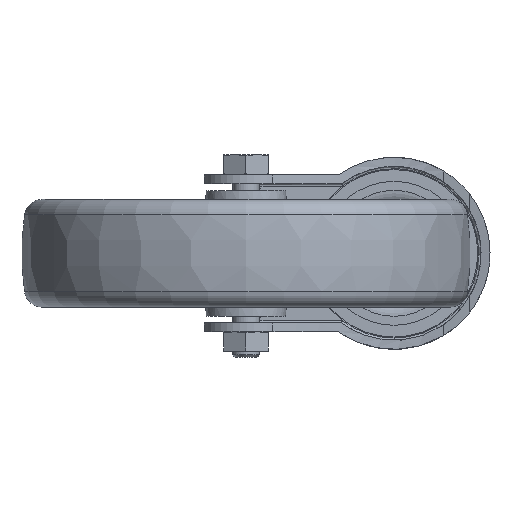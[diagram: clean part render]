
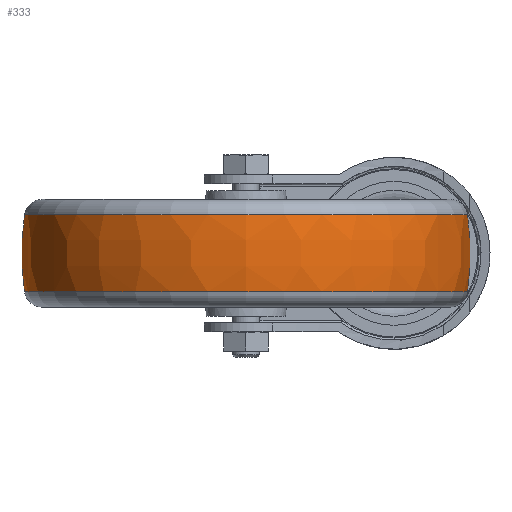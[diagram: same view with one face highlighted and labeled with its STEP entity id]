
A CAD part, front view. The second image highlights one B-rep face of the part: STEP entity #333.
In plain terms, the highlighted free-form (B-spline) face has degree [3, 3] with [4, 7] control points.
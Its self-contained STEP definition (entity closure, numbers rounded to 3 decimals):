
#333 = ADVANCED_FACE( '', ( #710, #711 ), #712, .T. );
#710 = FACE_OUTER_BOUND( '', #1208, .T. );
#711 = FACE_OUTER_BOUND( '', #1209, .T. );
#712 = ( BOUNDED_SURFACE(  )B_SPLINE_SURFACE( 3, 3, ( ( #1212, #1213, #1214, #1215, #1216, #1217, #1218 ), ( #1219, #1220, #1221, #1222, #1223, #1224, #1225 ), ( #1226, #1227, #1228, #1229, #1230, #1231, #1232 ), ( #1233, #1234, #1235, #1236, #1237, #1238, #1239 ) ), .UNSPECIFIED., .F., .T., .F. )B_SPLINE_SURFACE_WITH_KNOTS( ( 4, 4 ), ( 4, 3, 4 ), ( 0., 6.283 ), ( -0.148, 0., 0.148 ), .UNSPECIFIED. )GEOMETRIC_REPRESENTATION_ITEM(  )RATIONAL_B_SPLINE_SURFACE( ( ( 1., 0.333, 0.333, 1., 0.333, 0.333, 1. ), ( 0.993, 0.331, 0.331, 0.993, 0.331, 0.331, 0.993 ), ( 0.993, 0.331, 0.331, 0.993, 0.331, 0.331, 0.993 ), ( 1., 0.333, 0.333, 1., 0.333, 0.333, 1. ) ) )REPRESENTATION_ITEM( '' )SURFACE(  ) );
#1208 = EDGE_LOOP( '', ( #1888 ) );
#1209 = EDGE_LOOP( '', ( #1889 ) );
#1212 = CARTESIAN_POINT( '', ( 22.591, 0., -49.363 ) );
#1213 = CARTESIAN_POINT( '', ( 22.591, 98.725, -49.363 ) );
#1214 = CARTESIAN_POINT( '', ( 22.591, 98.725, 49.363 ) );
#1215 = CARTESIAN_POINT( '', ( 22.591, 0., 49.363 ) );
#1216 = CARTESIAN_POINT( '', ( 22.591, -98.725, 49.363 ) );
#1217 = CARTESIAN_POINT( '', ( 22.591, -98.725, -49.363 ) );
#1218 = CARTESIAN_POINT( '', ( 22.591, 0., -49.363 ) );
#1219 = CARTESIAN_POINT( '', ( 16.885, 0., -50.215 ) );
#1220 = CARTESIAN_POINT( '', ( 16.885, 100.429, -50.215 ) );
#1221 = CARTESIAN_POINT( '', ( 16.885, 100.429, 50.215 ) );
#1222 = CARTESIAN_POINT( '', ( 16.885, 0., 50.215 ) );
#1223 = CARTESIAN_POINT( '', ( 16.885, -100.429, 50.215 ) );
#1224 = CARTESIAN_POINT( '', ( 16.885, -100.429, -50.215 ) );
#1225 = CARTESIAN_POINT( '', ( 16.885, 0., -50.215 ) );
#1226 = CARTESIAN_POINT( '', ( 11.115, 0., -50.215 ) );
#1227 = CARTESIAN_POINT( '', ( 11.115, 100.429, -50.215 ) );
#1228 = CARTESIAN_POINT( '', ( 11.115, 100.429, 50.215 ) );
#1229 = CARTESIAN_POINT( '', ( 11.115, 0., 50.215 ) );
#1230 = CARTESIAN_POINT( '', ( 11.115, -100.429, 50.215 ) );
#1231 = CARTESIAN_POINT( '', ( 11.115, -100.429, -50.215 ) );
#1232 = CARTESIAN_POINT( '', ( 11.115, 0., -50.215 ) );
#1233 = CARTESIAN_POINT( '', ( 5.409, 0., -49.363 ) );
#1234 = CARTESIAN_POINT( '', ( 5.409, 98.725, -49.363 ) );
#1235 = CARTESIAN_POINT( '', ( 5.409, 98.725, 49.363 ) );
#1236 = CARTESIAN_POINT( '', ( 5.409, 0., 49.363 ) );
#1237 = CARTESIAN_POINT( '', ( 5.409, -98.725, 49.363 ) );
#1238 = CARTESIAN_POINT( '', ( 5.409, -98.725, -49.363 ) );
#1239 = CARTESIAN_POINT( '', ( 5.409, 0., -49.363 ) );
#1888 = ORIENTED_EDGE( '', *, *, #2607, .T. );
#1889 = ORIENTED_EDGE( '', *, *, #2600, .F. );
#2600 = EDGE_CURVE( '', #2968, #2968, #2969, .T. );
#2607 = EDGE_CURVE( '', #2980, #2980, #2981, .T. );
#2968 = VERTEX_POINT( '', #3509 );
#2969 = CIRCLE( '', #3510, 49.363 );
#2980 = VERTEX_POINT( '', #3521 );
#2981 = CIRCLE( '', #3522, 49.363 );
#3509 = CARTESIAN_POINT( '', ( 22.591, 0., -49.363 ) );
#3510 = AXIS2_PLACEMENT_3D( '', #4400, #4401, #4402 );
#3521 = CARTESIAN_POINT( '', ( 5.409, 0., -49.363 ) );
#3522 = AXIS2_PLACEMENT_3D( '', #4415, #4416, #4417 );
#4400 = CARTESIAN_POINT( '', ( 22.591, 0., 0. ) );
#4401 = DIRECTION( '', ( 1., 0., 0. ) );
#4402 = DIRECTION( '', ( 0., 0., -1. ) );
#4415 = CARTESIAN_POINT( '', ( 5.409, 0., 0. ) );
#4416 = DIRECTION( '', ( 1., 0., 0. ) );
#4417 = DIRECTION( '', ( 0., 0., -1. ) );
